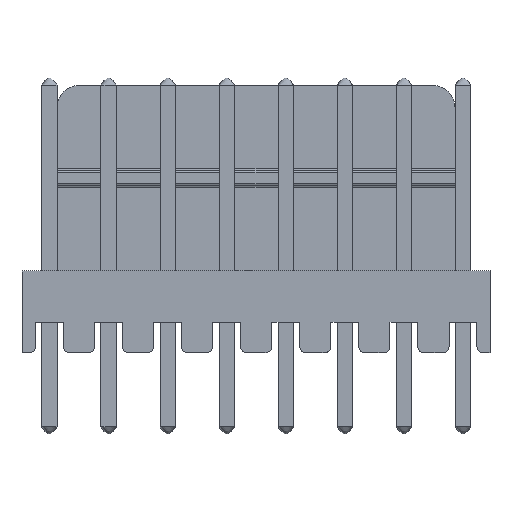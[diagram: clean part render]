
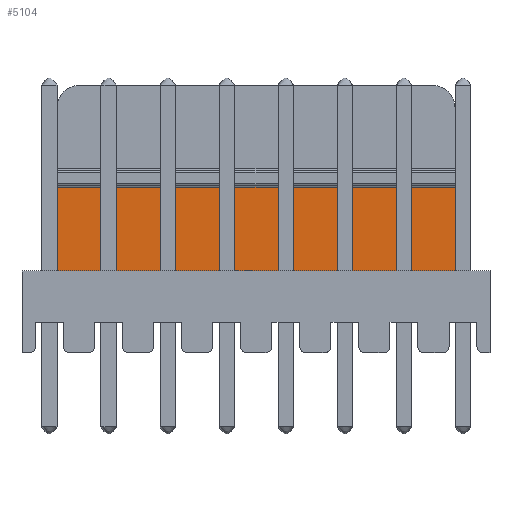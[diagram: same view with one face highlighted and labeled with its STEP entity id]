
A CAD part, top view. The second image highlights one B-rep face of the part: STEP entity #5104.
In plain terms, the highlighted planar face has unit normal (0, 0, 1).
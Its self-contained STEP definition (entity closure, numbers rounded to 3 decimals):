
#603 = EDGE_CURVE ( 'NONE', #6967, #945, #1923, .T. ) ;
#731 = CARTESIAN_POINT ( 'NONE',  ( 18.62, 11.5, -4.314 ) ) ;
#861 = LINE ( 'NONE', #2330, #6873 ) ;
#945 = VERTEX_POINT ( 'NONE', #4884 ) ;
#1369 = LINE ( 'NONE', #3537, #5469 ) ;
#1845 = VECTOR ( 'NONE', #4560, 1000. ) ;
#1923 = LINE ( 'NONE', #4712, #1845 ) ;
#2330 = CARTESIAN_POINT ( 'NONE',  ( 1.5, 11.5, -4.314 ) ) ;
#2387 = DIRECTION ( 'NONE',  ( 0., 0., -1. ) ) ;
#2789 = CARTESIAN_POINT ( 'NONE',  ( 1.5, 3.5, -4.314 ) ) ;
#3079 = VERTEX_POINT ( 'NONE', #5224 ) ;
#3167 = FACE_OUTER_BOUND ( 'NONE', #5445, .T. ) ;
#3182 = EDGE_CURVE ( 'NONE', #4783, #3079, #1369, .T. ) ;
#3251 = VECTOR ( 'NONE', #6397, 1000. ) ;
#3481 = DIRECTION ( 'NONE',  ( 1., 0., 0. ) ) ;
#3537 = CARTESIAN_POINT ( 'NONE',  ( 1.5, 3.5, -4.314 ) ) ;
#4020 = DIRECTION ( 'NONE',  ( 0., -1., 0. ) ) ;
#4056 = ORIENTED_EDGE ( 'NONE', *, *, #5302, .F. ) ;
#4240 = ORIENTED_EDGE ( 'NONE', *, *, #603, .T. ) ;
#4559 = EDGE_CURVE ( 'NONE', #945, #4783, #861, .T. ) ;
#4560 = DIRECTION ( 'NONE',  ( -1., 0., 0. ) ) ;
#4664 = ORIENTED_EDGE ( 'NONE', *, *, #4559, .T. ) ;
#4712 = CARTESIAN_POINT ( 'NONE',  ( 1.5, 7.1, -4.314 ) ) ;
#4742 = LINE ( 'NONE', #731, #3251 ) ;
#4783 = VERTEX_POINT ( 'NONE', #2789 ) ;
#4884 = CARTESIAN_POINT ( 'NONE',  ( 1.5, 7.1, -4.314 ) ) ;
#5053 = AXIS2_PLACEMENT_3D ( 'NONE', #5732, #2387, #6305 ) ;
#5104 = ADVANCED_FACE ( 'NONE', ( #3167 ), #6283, .F. ) ;
#5224 = CARTESIAN_POINT ( 'NONE',  ( 18.62, 3.5, -4.314 ) ) ;
#5302 = EDGE_CURVE ( 'NONE', #6967, #3079, #4742, .T. ) ;
#5445 = EDGE_LOOP ( 'NONE', ( #4056, #4240, #4664, #6701 ) ) ;
#5469 = VECTOR ( 'NONE', #3481, 1000. ) ;
#5732 = CARTESIAN_POINT ( 'NONE',  ( 1.5, 11.5, -4.314 ) ) ;
#5845 = CARTESIAN_POINT ( 'NONE',  ( 18.62, 7.1, -4.314 ) ) ;
#6283 = PLANE ( 'NONE',  #5053 ) ;
#6305 = DIRECTION ( 'NONE',  ( -1., 0., 0. ) ) ;
#6397 = DIRECTION ( 'NONE',  ( 0., -1., 0. ) ) ;
#6701 = ORIENTED_EDGE ( 'NONE', *, *, #3182, .T. ) ;
#6873 = VECTOR ( 'NONE', #4020, 1000. ) ;
#6967 = VERTEX_POINT ( 'NONE', #5845 ) ;
